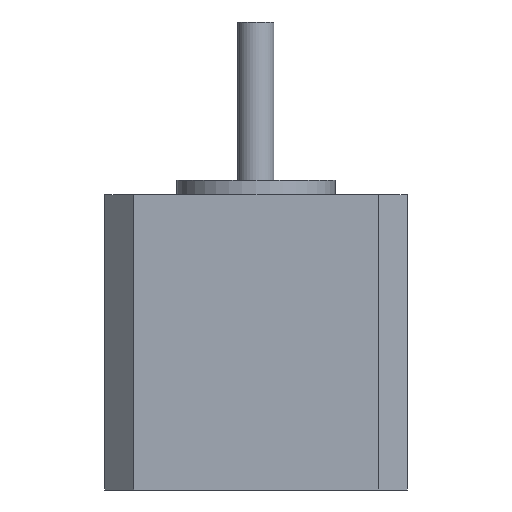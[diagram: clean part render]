
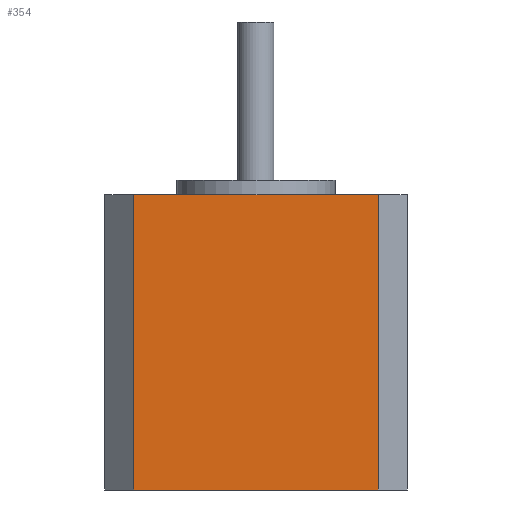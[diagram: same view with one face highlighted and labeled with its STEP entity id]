
A CAD part, front view. The second image highlights one B-rep face of the part: STEP entity #354.
In plain terms, the highlighted planar face has unit normal (0, -1, 0).
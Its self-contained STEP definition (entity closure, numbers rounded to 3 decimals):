
#89 = VERTEX_POINT ( 'NONE', #582 ) ;
#97 = VERTEX_POINT ( 'NONE', #374 ) ;
#147 = CARTESIAN_POINT ( 'NONE',  ( -17., -21., 38. ) ) ;
#161 = EDGE_CURVE ( 'NONE', #384, #645, #441, .T. ) ;
#162 = VECTOR ( 'NONE', #700, 1000. ) ;
#188 = ORIENTED_EDGE ( 'NONE', *, *, #382, .F. ) ;
#189 = CARTESIAN_POINT ( 'NONE',  ( -17., -21., 38. ) ) ;
#201 = PLANE ( 'NONE',  #430 ) ;
#207 = FACE_OUTER_BOUND ( 'NONE', #373, .T. ) ;
#216 = ORIENTED_EDGE ( 'NONE', *, *, #161, .F. ) ;
#220 = DIRECTION ( 'NONE',  ( 0., 1., 0. ) ) ;
#263 = EDGE_CURVE ( 'NONE', #384, #97, #506, .T. ) ;
#269 = DIRECTION ( 'NONE',  ( 1., 0., 0. ) ) ;
#330 = LINE ( 'NONE', #332, #572 ) ;
#332 = CARTESIAN_POINT ( 'NONE',  ( 17., -21., -3. ) ) ;
#334 = DIRECTION ( 'NONE',  ( 0., 0., 1. ) ) ;
#348 = EDGE_CURVE ( 'NONE', #89, #645, #733, .T. ) ;
#354 = ADVANCED_FACE ( 'NONE', ( #207 ), #201, .F. ) ;
#373 = EDGE_LOOP ( 'NONE', ( #689, #188, #469, #216 ) ) ;
#374 = CARTESIAN_POINT ( 'NONE',  ( -17., -21., -3. ) ) ;
#382 = EDGE_CURVE ( 'NONE', #89, #97, #330, .T. ) ;
#384 = VERTEX_POINT ( 'NONE', #147 ) ;
#430 = AXIS2_PLACEMENT_3D ( 'NONE', #464, #220, #269 ) ;
#441 = LINE ( 'NONE', #648, #495 ) ;
#461 = CARTESIAN_POINT ( 'NONE',  ( 17., -21., 38. ) ) ;
#464 = CARTESIAN_POINT ( 'NONE',  ( -21., -21., 38. ) ) ;
#469 = ORIENTED_EDGE ( 'NONE', *, *, #348, .T. ) ;
#495 = VECTOR ( 'NONE', #563, 1000. ) ;
#506 = LINE ( 'NONE', #189, #162 ) ;
#563 = DIRECTION ( 'NONE',  ( 1., 0., 0. ) ) ;
#572 = VECTOR ( 'NONE', #727, 1000. ) ;
#573 = CARTESIAN_POINT ( 'NONE',  ( 17., -21., 38. ) ) ;
#582 = CARTESIAN_POINT ( 'NONE',  ( 17., -21., -3. ) ) ;
#600 = VECTOR ( 'NONE', #334, 1000. ) ;
#645 = VERTEX_POINT ( 'NONE', #573 ) ;
#648 = CARTESIAN_POINT ( 'NONE',  ( -21., -21., 38. ) ) ;
#689 = ORIENTED_EDGE ( 'NONE', *, *, #263, .T. ) ;
#700 = DIRECTION ( 'NONE',  ( 0., 0., -1. ) ) ;
#727 = DIRECTION ( 'NONE',  ( -1., 0., 0. ) ) ;
#733 = LINE ( 'NONE', #461, #600 ) ;
